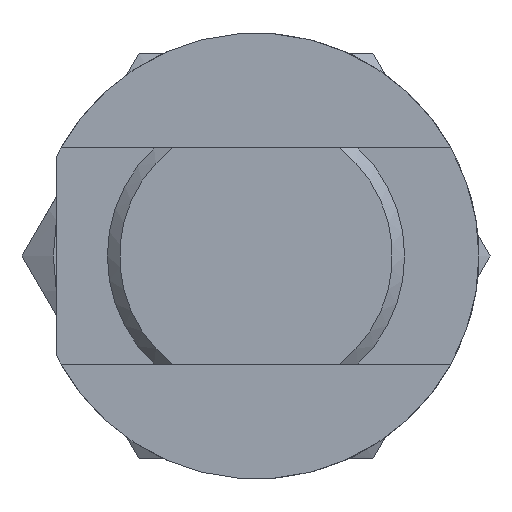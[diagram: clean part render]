
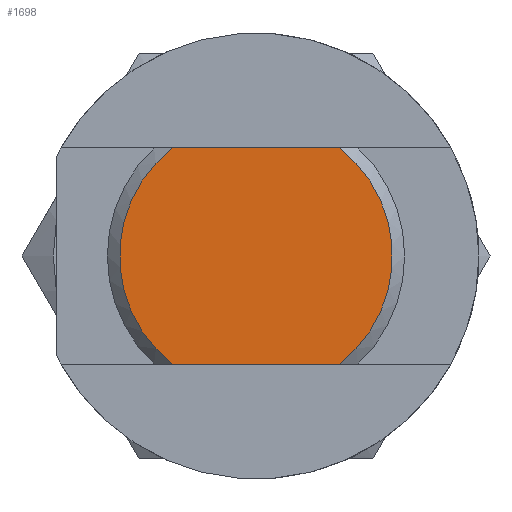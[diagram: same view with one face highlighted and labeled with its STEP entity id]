
A CAD part, front view. The second image highlights one B-rep face of the part: STEP entity #1698.
In plain terms, the highlighted planar face has unit normal (0, -1, 0).
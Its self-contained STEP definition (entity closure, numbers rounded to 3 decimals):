
#159=PLANE('',#1873);
#204=LINE('',#2644,#252);
#211=LINE('',#2652,#259);
#252=VECTOR('',#2186,1000.);
#259=VECTOR('',#2195,1000.);
#517=ORIENTED_EDGE('',*,*,#739,.F.);
#518=ORIENTED_EDGE('',*,*,#748,.T.);
#519=ORIENTED_EDGE('',*,*,#733,.F.);
#520=ORIENTED_EDGE('',*,*,#741,.T.);
#733=EDGE_CURVE('',#883,#882,#973,.T.);
#739=EDGE_CURVE('',#888,#889,#976,.T.);
#741=EDGE_CURVE('',#883,#889,#204,.T.);
#748=EDGE_CURVE('',#888,#882,#211,.T.);
#882=VERTEX_POINT('',#2618);
#883=VERTEX_POINT('',#2622);
#888=VERTEX_POINT('',#2637);
#889=VERTEX_POINT('',#2639);
#973=CIRCLE('',#1855,10.1);
#976=CIRCLE('',#1860,10.1);
#1087=EDGE_LOOP('',(#517,#518,#519,#520));
#1217=FACE_BOUND('',#1087,.T.);
#1698=ADVANCED_FACE('',(#1217),#159,.T.);
#1855=AXIS2_PLACEMENT_3D('',#2623,#2170,#2171);
#1860=AXIS2_PLACEMENT_3D('',#2638,#2182,#2183);
#1873=AXIS2_PLACEMENT_3D('',#2667,#2220,#2221);
#2170=DIRECTION('',(0.,1.,0.));
#2171=DIRECTION('',(1.,0.,0.));
#2182=DIRECTION('',(0.,1.,0.));
#2183=DIRECTION('',(-1.,0.,0.));
#2186=DIRECTION('',(-1.,0.,0.));
#2195=DIRECTION('',(1.,0.,0.));
#2220=DIRECTION('',(0.,-1.,0.));
#2221=DIRECTION('',(0.,0.,-1.));
#2618=CARTESIAN_POINT('',(6.165,0.,-8.));
#2622=CARTESIAN_POINT('',(6.165,0.,8.));
#2623=CARTESIAN_POINT('',(0.,0.,0.));
#2637=CARTESIAN_POINT('',(-6.165,0.,-8.));
#2638=CARTESIAN_POINT('',(0.,0.,0.));
#2639=CARTESIAN_POINT('',(-6.165,0.,8.));
#2644=CARTESIAN_POINT('',(6.165,0.,8.));
#2652=CARTESIAN_POINT('',(-6.165,0.,-8.));
#2667=CARTESIAN_POINT('',(-5.5,0.,0.));
